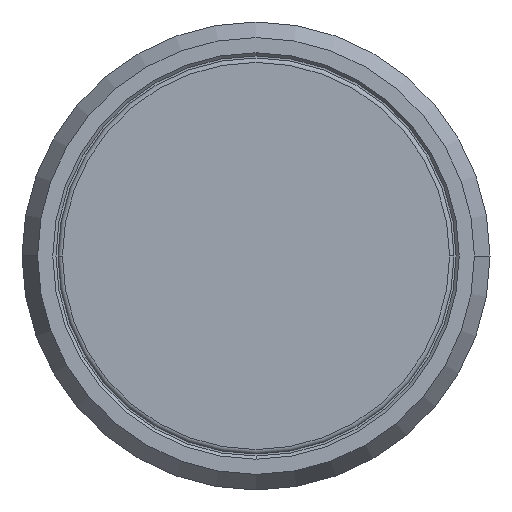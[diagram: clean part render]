
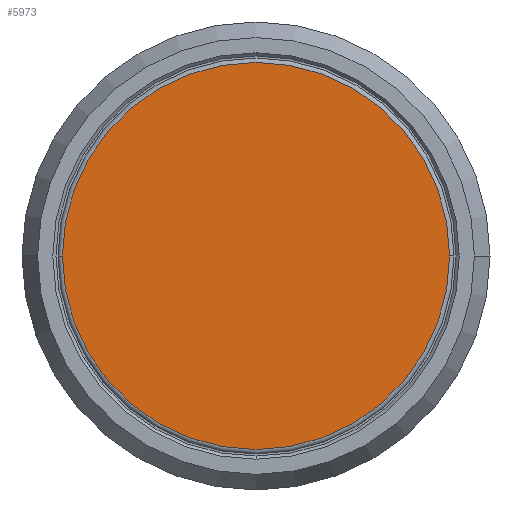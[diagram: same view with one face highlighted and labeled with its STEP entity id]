
A CAD part, front view. The second image highlights one B-rep face of the part: STEP entity #5973.
In plain terms, the highlighted planar face has unit normal (0, -1, 0).
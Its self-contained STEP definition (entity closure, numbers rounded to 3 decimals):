
#46=CARTESIAN_POINT('',(0.,-6.1,0.));
#47=DIRECTION('',(0.,-1.,0.));
#48=DIRECTION('',(-1.,0.,0.));
#49=AXIS2_PLACEMENT_3D('',#46,#47,#48);
#2129=CARTESIAN_POINT('',(0.,-6.1,0.));
#2130=DIRECTION('',(0.,-1.,0.));
#2131=DIRECTION('',(1.,0.,0.));
#2132=AXIS2_PLACEMENT_3D('',#2129,#2130,#2131);
#2167=CARTESIAN_POINT('',(-12.408,-6.1,0.));
#2168=VERTEX_POINT('',#2167);
#2169=CARTESIAN_POINT('',(12.408,-6.1,0.));
#2170=VERTEX_POINT('',#2169);
#5964=CARTESIAN_POINT('',(0.,-6.1,0.));
#5965=DIRECTION('',(0.,-1.,0.));
#5966=DIRECTION('',(-1.,0.,0.));
#5967=AXIS2_PLACEMENT_3D('',#5964,#5965,#5966);
#5968=PLANE('',#5967);
#5969=ORIENTED_EDGE('',*,*,#2651,.F.);
#5970=ORIENTED_EDGE('',*,*,#5951,.F.);
#5971=EDGE_LOOP('',(#5969,#5970));
#5972=FACE_OUTER_BOUND('',#5971,.F.);
#5973=ADVANCED_FACE('',(#5972),#5968,.T.);
#50=CIRCLE('',#49,12.408);
#2133=CIRCLE('',#2132,12.408);
#2651=EDGE_CURVE('',#2168,#2170,#50,.T.);
#5951=EDGE_CURVE('',#2170,#2168,#2133,.T.);
